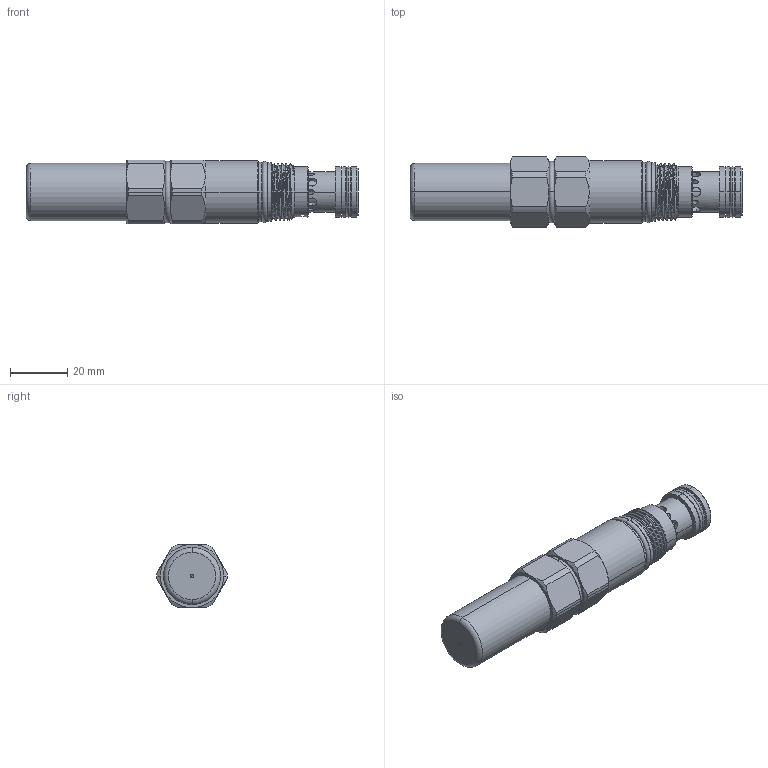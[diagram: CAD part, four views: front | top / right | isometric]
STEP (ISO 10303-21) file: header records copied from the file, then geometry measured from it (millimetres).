
FILE_DESCRIPTION (( 'STEP AP203' ), '1' );
FILE_NAME ('SD13A20-C.STEP', '2020-03-25T01:23:05', ( '' ), ( '' ), 'SwSTEP 2.0', 'SolidWorks 2018', '' );
FILE_SCHEMA (( 'CONFIG_CONTROL_DESIGN' ));
Length unit declared in the file: millimetre
Products named in the file (1): SD13A20-C
Bounding box: 115.8 x 24.5 x 22.22 mm (x, y, z)
Volume: 31862.9 mm3; surface area: 13489 mm2
Topology: 3 solids, 5 shells, 277 faces, 683 edges, 438 vertices
Faces by surface type: cylinder 144, plane 60, cone 43, torus 21, bspline 9
Entity records: 16543 total; most frequent: CARTESIAN_POINT 10292, ORIENTED_EDGE 1362, DIRECTION 1223, EDGE_CURVE 681, AXIS2_PLACEMENT_3D 504, VERTEX_POINT 438, EDGE_LOOP 309, FACE_OUTER_BOUND 277
